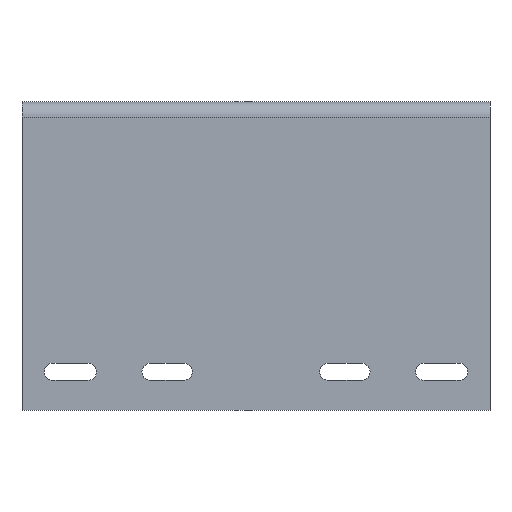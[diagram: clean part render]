
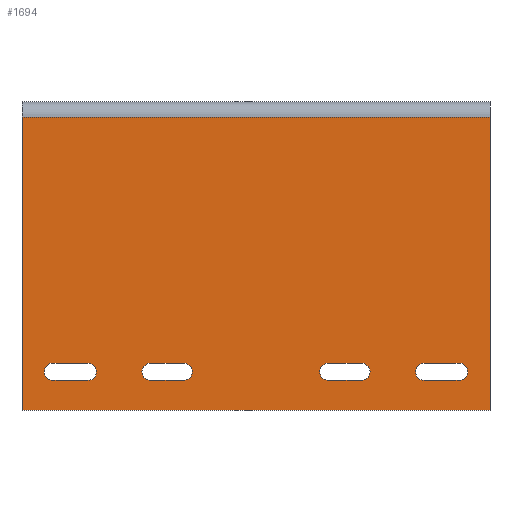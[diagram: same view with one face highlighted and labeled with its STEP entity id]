
A CAD part, front view. The second image highlights one B-rep face of the part: STEP entity #1694.
In plain terms, the highlighted planar face has unit normal (0, -1, 0).
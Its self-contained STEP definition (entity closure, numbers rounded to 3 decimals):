
#33=FACE_BOUND('',#252,.T.);
#34=FACE_BOUND('',#253,.T.);
#35=FACE_BOUND('',#254,.T.);
#36=FACE_BOUND('',#255,.T.);
#100=PLANE('',#1890);
#158=FACE_OUTER_BOUND('',#251,.T.);
#251=EDGE_LOOP('',(#1396,#1397,#1398,#1399));
#252=EDGE_LOOP('',(#1400,#1401,#1402,#1403));
#253=EDGE_LOOP('',(#1404,#1405,#1406,#1407));
#254=EDGE_LOOP('',(#1408,#1409,#1410,#1411));
#255=EDGE_LOOP('',(#1412,#1413,#1414,#1415));
#315=LINE('',#2486,#464);
#345=LINE('',#2624,#494);
#356=LINE('',#2661,#505);
#369=LINE('',#2704,#518);
#373=LINE('',#2713,#522);
#375=LINE('',#2720,#524);
#379=LINE('',#2729,#528);
#381=LINE('',#2736,#530);
#385=LINE('',#2745,#534);
#387=LINE('',#2752,#536);
#391=LINE('',#2761,#540);
#393=LINE('',#2766,#542);
#464=VECTOR('',#1959,10.);
#494=VECTOR('',#2065,10.);
#505=VECTOR('',#2090,10.);
#518=VECTOR('',#2127,10.);
#522=VECTOR('',#2137,10.);
#524=VECTOR('',#2145,10.);
#528=VECTOR('',#2155,10.);
#530=VECTOR('',#2163,10.);
#534=VECTOR('',#2173,10.);
#536=VECTOR('',#2181,10.);
#540=VECTOR('',#2191,10.);
#542=VECTOR('',#2199,10.);
#632=CIRCLE('',#1821,2.25);
#633=CIRCLE('',#1824,2.25);
#634=CIRCLE('',#1827,2.25);
#635=CIRCLE('',#1830,2.25);
#636=CIRCLE('',#1833,2.25);
#637=CIRCLE('',#1836,2.25);
#638=CIRCLE('',#1839,2.25);
#639=CIRCLE('',#1842,2.25);
#681=VERTEX_POINT('',#2483);
#682=VERTEX_POINT('',#2485);
#733=VERTEX_POINT('',#2621);
#734=VERTEX_POINT('',#2623);
#760=VERTEX_POINT('',#2702);
#761=VERTEX_POINT('',#2703);
#762=VERTEX_POINT('',#2708);
#763=VERTEX_POINT('',#2712);
#764=VERTEX_POINT('',#2718);
#765=VERTEX_POINT('',#2719);
#766=VERTEX_POINT('',#2724);
#767=VERTEX_POINT('',#2728);
#768=VERTEX_POINT('',#2734);
#769=VERTEX_POINT('',#2735);
#770=VERTEX_POINT('',#2740);
#771=VERTEX_POINT('',#2744);
#772=VERTEX_POINT('',#2750);
#773=VERTEX_POINT('',#2751);
#774=VERTEX_POINT('',#2756);
#775=VERTEX_POINT('',#2760);
#853=EDGE_CURVE('',#681,#682,#315,.T.);
#915=EDGE_CURVE('',#733,#734,#345,.T.);
#930=EDGE_CURVE('',#682,#733,#356,.T.);
#951=EDGE_CURVE('',#760,#761,#369,.T.);
#954=EDGE_CURVE('',#761,#762,#632,.T.);
#956=EDGE_CURVE('',#762,#763,#373,.T.);
#958=EDGE_CURVE('',#763,#760,#633,.T.);
#959=EDGE_CURVE('',#764,#765,#375,.T.);
#962=EDGE_CURVE('',#765,#766,#634,.T.);
#964=EDGE_CURVE('',#766,#767,#379,.T.);
#966=EDGE_CURVE('',#767,#764,#635,.T.);
#967=EDGE_CURVE('',#768,#769,#381,.T.);
#970=EDGE_CURVE('',#769,#770,#636,.T.);
#972=EDGE_CURVE('',#770,#771,#385,.T.);
#974=EDGE_CURVE('',#771,#768,#637,.T.);
#975=EDGE_CURVE('',#772,#773,#387,.T.);
#978=EDGE_CURVE('',#773,#774,#638,.T.);
#980=EDGE_CURVE('',#774,#775,#391,.T.);
#982=EDGE_CURVE('',#775,#772,#639,.T.);
#983=EDGE_CURVE('',#734,#681,#393,.T.);
#1396=ORIENTED_EDGE('',*,*,#930,.F.);
#1397=ORIENTED_EDGE('',*,*,#853,.F.);
#1398=ORIENTED_EDGE('',*,*,#983,.F.);
#1399=ORIENTED_EDGE('',*,*,#915,.F.);
#1400=ORIENTED_EDGE('',*,*,#956,.T.);
#1401=ORIENTED_EDGE('',*,*,#958,.T.);
#1402=ORIENTED_EDGE('',*,*,#951,.T.);
#1403=ORIENTED_EDGE('',*,*,#954,.T.);
#1404=ORIENTED_EDGE('',*,*,#964,.T.);
#1405=ORIENTED_EDGE('',*,*,#966,.T.);
#1406=ORIENTED_EDGE('',*,*,#959,.T.);
#1407=ORIENTED_EDGE('',*,*,#962,.T.);
#1408=ORIENTED_EDGE('',*,*,#972,.T.);
#1409=ORIENTED_EDGE('',*,*,#974,.T.);
#1410=ORIENTED_EDGE('',*,*,#967,.T.);
#1411=ORIENTED_EDGE('',*,*,#970,.T.);
#1412=ORIENTED_EDGE('',*,*,#980,.T.);
#1413=ORIENTED_EDGE('',*,*,#982,.T.);
#1414=ORIENTED_EDGE('',*,*,#975,.T.);
#1415=ORIENTED_EDGE('',*,*,#978,.T.);
#1694=ADVANCED_FACE('',(#158,#33,#34,#35,#36),#100,.F.);
#1821=AXIS2_PLACEMENT_3D('',#2709,#2132,#2133);
#1824=AXIS2_PLACEMENT_3D('',#2716,#2141,#2142);
#1827=AXIS2_PLACEMENT_3D('',#2725,#2150,#2151);
#1830=AXIS2_PLACEMENT_3D('',#2732,#2159,#2160);
#1833=AXIS2_PLACEMENT_3D('',#2741,#2168,#2169);
#1836=AXIS2_PLACEMENT_3D('',#2748,#2177,#2178);
#1839=AXIS2_PLACEMENT_3D('',#2757,#2186,#2187);
#1842=AXIS2_PLACEMENT_3D('',#2764,#2195,#2196);
#1890=AXIS2_PLACEMENT_3D('',#2888,#2310,#2311);
#1959=DIRECTION('',(0.,0.,1.));
#2065=DIRECTION('',(0.,0.,-1.));
#2090=DIRECTION('',(1.,0.,0.));
#2127=DIRECTION('',(-1.,0.,0.));
#2132=DIRECTION('center_axis',(0.,1.,0.));
#2133=DIRECTION('ref_axis',(0.,0.,-1.));
#2137=DIRECTION('',(1.,0.,0.));
#2141=DIRECTION('center_axis',(0.,1.,0.));
#2142=DIRECTION('ref_axis',(0.,0.,1.));
#2145=DIRECTION('',(1.,0.,0.));
#2150=DIRECTION('center_axis',(0.,1.,0.));
#2151=DIRECTION('ref_axis',(0.,0.,1.));
#2155=DIRECTION('',(-1.,0.,0.));
#2159=DIRECTION('center_axis',(0.,1.,0.));
#2160=DIRECTION('ref_axis',(0.,0.,-1.));
#2163=DIRECTION('',(1.,0.,0.));
#2168=DIRECTION('center_axis',(0.,1.,0.));
#2169=DIRECTION('ref_axis',(0.,0.,1.));
#2173=DIRECTION('',(-1.,0.,0.));
#2177=DIRECTION('center_axis',(0.,1.,0.));
#2178=DIRECTION('ref_axis',(0.,0.,-1.));
#2181=DIRECTION('',(1.,0.,0.));
#2186=DIRECTION('center_axis',(0.,1.,0.));
#2187=DIRECTION('ref_axis',(0.,0.,1.));
#2191=DIRECTION('',(-1.,0.,0.));
#2195=DIRECTION('center_axis',(0.,1.,0.));
#2196=DIRECTION('ref_axis',(0.,0.,-1.));
#2199=DIRECTION('',(-1.,0.,0.));
#2310=DIRECTION('center_axis',(0.,1.,0.));
#2311=DIRECTION('ref_axis',(0.,0.,1.));
#2483=CARTESIAN_POINT('',(-56.77,-4.,-54.008));
#2485=CARTESIAN_POINT('',(-56.77,-4.,21.827));
#2486=CARTESIAN_POINT('',(-56.77,-4.,-19.05));
#2621=CARTESIAN_POINT('',(64.23,-4.,21.827));
#2623=CARTESIAN_POINT('',(64.23,-4.,-54.008));
#2624=CARTESIAN_POINT('',(64.23,-4.,20.479));
#2661=CARTESIAN_POINT('',(38.478,-4.,21.827));
#2702=CARTESIAN_POINT('',(-15.02,-4.,-46.258));
#2703=CARTESIAN_POINT('',(-23.52,-4.,-46.258));
#2704=CARTESIAN_POINT('',(-9.895,-4.,-46.258));
#2708=CARTESIAN_POINT('',(-23.52,-4.,-41.758));
#2709=CARTESIAN_POINT('Origin',(-23.52,-4.,-44.008));
#2712=CARTESIAN_POINT('',(-15.02,-4.,-41.758));
#2713=CARTESIAN_POINT('',(-5.645,-4.,-41.758));
#2716=CARTESIAN_POINT('Origin',(-15.02,-4.,-44.008));
#2718=CARTESIAN_POINT('',(47.23,-4.,-41.758));
#2719=CARTESIAN_POINT('',(56.23,-4.,-41.758));
#2720=CARTESIAN_POINT('',(29.98,-4.,-41.758));
#2724=CARTESIAN_POINT('',(56.23,-4.,-46.258));
#2725=CARTESIAN_POINT('Origin',(56.23,-4.,-44.008));
#2728=CARTESIAN_POINT('',(47.23,-4.,-46.258));
#2729=CARTESIAN_POINT('',(25.48,-4.,-46.258));
#2732=CARTESIAN_POINT('Origin',(47.23,-4.,-44.008));
#2734=CARTESIAN_POINT('',(-48.77,-4.,-41.758));
#2735=CARTESIAN_POINT('',(-39.77,-4.,-41.758));
#2736=CARTESIAN_POINT('',(-18.02,-4.,-41.758));
#2740=CARTESIAN_POINT('',(-39.77,-4.,-46.258));
#2741=CARTESIAN_POINT('Origin',(-39.77,-4.,-44.008));
#2744=CARTESIAN_POINT('',(-48.77,-4.,-46.258));
#2745=CARTESIAN_POINT('',(-22.52,-4.,-46.258));
#2748=CARTESIAN_POINT('Origin',(-48.77,-4.,-44.008));
#2750=CARTESIAN_POINT('',(22.48,-4.,-41.758));
#2751=CARTESIAN_POINT('',(30.98,-4.,-41.758));
#2752=CARTESIAN_POINT('',(17.355,-4.,-41.758));
#2756=CARTESIAN_POINT('',(30.98,-4.,-46.258));
#2757=CARTESIAN_POINT('Origin',(30.98,-4.,-44.008));
#2760=CARTESIAN_POINT('',(22.48,-4.,-46.258));
#2761=CARTESIAN_POINT('',(13.105,-4.,-46.258));
#2764=CARTESIAN_POINT('Origin',(22.48,-4.,-44.008));
#2766=CARTESIAN_POINT('',(64.23,-4.,-54.008));
#2888=CARTESIAN_POINT('Origin',(3.73,-4.,-4.091));
